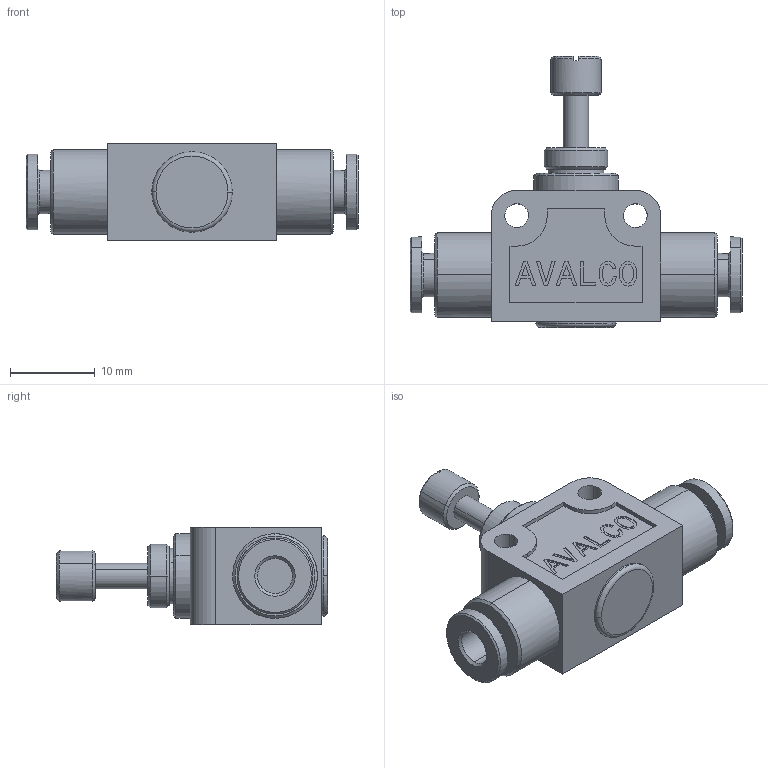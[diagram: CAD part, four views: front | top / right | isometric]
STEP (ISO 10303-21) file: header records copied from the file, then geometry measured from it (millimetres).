
FILE_DESCRIPTION(('CATIA V5 STEP Exchange'),'2;1');
FILE_NAME('IRRFU-703-04.stp','2019-01-10T11:48:30+00:00',('none'),('none'),'CATIA Version 5 Release 21 GA (IN-10)','CATIA V5 STEP AP203','none');
FILE_SCHEMA(('CONFIG_CONTROL_DESIGN'));
Length unit declared in the file: millimetre
Products named in the file (1): IRRFU-703-04
Bounding box: 39.2 x 32 x 11.5 mm (x, y, z)
Volume: 4763.4 mm3; surface area: 3025.8 mm2
Topology: 2 solids, 2 shells, 339 faces, 880 edges, 578 vertices
Faces by surface type: plane 267, cylinder 40, cone 30, torus 2
Entity records: 10063 total; most frequent: CARTESIAN_POINT 2051, ORIENTED_EDGE 1760, DIRECTION 1384, EDGE_CURVE 880, VECTOR 754, LINE 754, VERTEX_POINT 578, EDGE_LOOP 378
